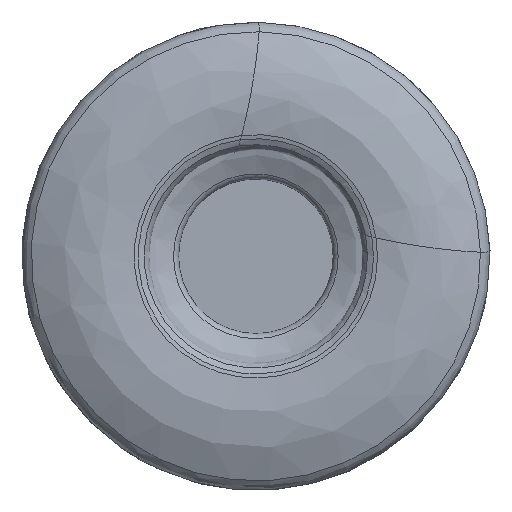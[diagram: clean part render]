
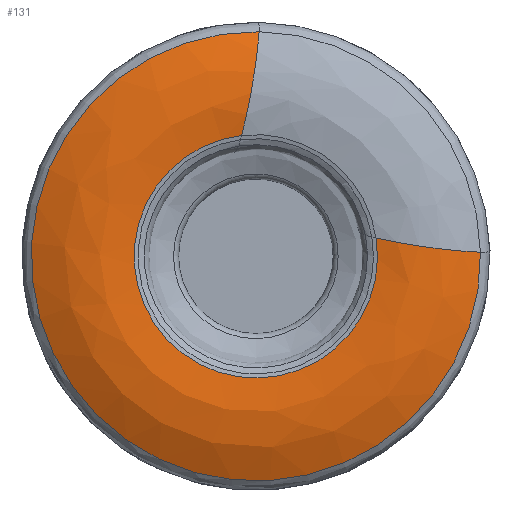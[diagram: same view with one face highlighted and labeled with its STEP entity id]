
A CAD part, left-side view. The second image highlights one B-rep face of the part: STEP entity #131.
In plain terms, the highlighted free-form (B-spline) face has degree [3, 3] with [4, 7] control points.
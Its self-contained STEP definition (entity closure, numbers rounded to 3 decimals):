
#35=(
BOUNDED_SURFACE()
B_SPLINE_SURFACE(3,3,((#924,#925,#926,#927,#928,#929,#930),(#931,#932,#933,
#934,#935,#936,#937),(#938,#939,#940,#941,#942,#943,#944),(#945,#946,#947,
#948,#949,#950,#951)),.UNSPECIFIED.,.F.,.F.,.F.)
B_SPLINE_SURFACE_WITH_KNOTS((4,4),(4,3,4),(0.,1.),(0.,0.5,1.),
 .UNSPECIFIED.)
GEOMETRIC_REPRESENTATION_ITEM()
RATIONAL_B_SPLINE_SURFACE(((1.,0.583,0.583,1.,0.583,
0.583,1.),(0.95,0.554,0.554,
0.95,0.554,0.554,0.95),
(0.95,0.554,0.554,0.95,
0.554,0.554,0.95),(1.,0.583,
0.583,1.,0.583,0.583,1.)))
REPRESENTATION_ITEM('')
SURFACE()
);
#84=FACE_OUTER_BOUND('',#221,.T.);
#131=ADVANCED_FACE('',(#84),#35,.F.);
#221=EDGE_LOOP('',(#282,#283,#284,#285));
#282=ORIENTED_EDGE('',*,*,#427,.F.);
#283=ORIENTED_EDGE('',*,*,#428,.T.);
#284=ORIENTED_EDGE('',*,*,#424,.T.);
#285=ORIENTED_EDGE('',*,*,#429,.T.);
#384=VERTEX_POINT('',#887);
#385=VERTEX_POINT('',#888);
#386=VERTEX_POINT('',#920);
#387=VERTEX_POINT('',#921);
#424=EDGE_CURVE('',#384,#385,#486,.T.);
#427=EDGE_CURVE('',#386,#387,#489,.T.);
#428=EDGE_CURVE('',#386,#384,#490,.T.);
#429=EDGE_CURVE('',#385,#387,#491,.T.);
#486=CIRCLE('',#560,12.995);
#489=CIRCLE('',#563,23.988);
#490=CIRCLE('',#564,15.);
#491=CIRCLE('',#565,15.);
#560=AXIS2_PLACEMENT_3D('',#886,#670,#671);
#563=AXIS2_PLACEMENT_3D('',#919,#676,#677);
#564=AXIS2_PLACEMENT_3D('',#922,#678,#679);
#565=AXIS2_PLACEMENT_3D('',#923,#680,#681);
#670=DIRECTION('',(1.,0.,0.));
#671=DIRECTION('',(0.,-0.989,0.15));
#676=DIRECTION('',(1.,0.,0.));
#677=DIRECTION('',(0.,-1.,0.018));
#678=DIRECTION('',(0.208,0.161,-0.965));
#679=DIRECTION('',(0.978,0.,0.211));
#680=DIRECTION('',(-0.208,0.959,0.193));
#681=DIRECTION('',(0.978,0.211,0.007));
#886=CARTESIAN_POINT('',(0.362,0.,0.));
#887=CARTESIAN_POINT('',(0.362,-12.848,1.947));
#888=CARTESIAN_POINT('',(0.362,1.521,12.905));
#919=CARTESIAN_POINT('',(2.007,0.,0.));
#920=CARTESIAN_POINT('',(2.007,-23.984,0.438));
#921=CARTESIAN_POINT('',(2.007,-0.356,23.986));
#922=CARTESIAN_POINT('',(14.615,-16.86,4.347));
#923=CARTESIAN_POINT('',(14.615,3.787,16.994));
#924=CARTESIAN_POINT('',(0.362,-12.848,1.947));
#925=CARTESIAN_POINT('',(0.362,-14.91,-11.664));
#926=CARTESIAN_POINT('',(0.362,-3.066,-18.681));
#927=CARTESIAN_POINT('',(0.362,7.88,-10.333));
#928=CARTESIAN_POINT('',(0.362,18.826,-1.984));
#929=CARTESIAN_POINT('',(0.362,15.193,11.294));
#930=CARTESIAN_POINT('',(0.362,1.521,12.905));
#931=CARTESIAN_POINT('',(-0.563,-16.632,1.114));
#932=CARTESIAN_POINT('',(-0.563,-17.813,-16.506));
#933=CARTESIAN_POINT('',(-0.563,-1.921,-24.208));
#934=CARTESIAN_POINT('',(-0.563,11.179,-12.365));
#935=CARTESIAN_POINT('',(-0.563,24.279,-0.522));
#936=CARTESIAN_POINT('',(-0.563,18.213,16.063));
#937=CARTESIAN_POINT('',(-0.563,0.564,16.66));
#938=CARTESIAN_POINT('',(0.014,-20.538,0.585));
#939=CARTESIAN_POINT('',(0.014,-21.158,-21.173));
#940=CARTESIAN_POINT('',(0.014,-1.22,-29.908));
#941=CARTESIAN_POINT('',(0.014,14.354,-14.701));
#942=CARTESIAN_POINT('',(0.014,29.928,0.506));
#943=CARTESIAN_POINT('',(0.014,21.672,20.647));
#944=CARTESIAN_POINT('',(0.014,-0.095,20.546));
#945=CARTESIAN_POINT('',(2.007,-23.984,0.438));
#946=CARTESIAN_POINT('',(2.007,-24.448,-24.972));
#947=CARTESIAN_POINT('',(2.007,-1.067,-34.931));
#948=CARTESIAN_POINT('',(2.007,16.933,-16.991));
#949=CARTESIAN_POINT('',(2.007,34.934,0.948));
#950=CARTESIAN_POINT('',(2.007,25.055,24.363));
#951=CARTESIAN_POINT('',(2.007,-0.356,23.986));
